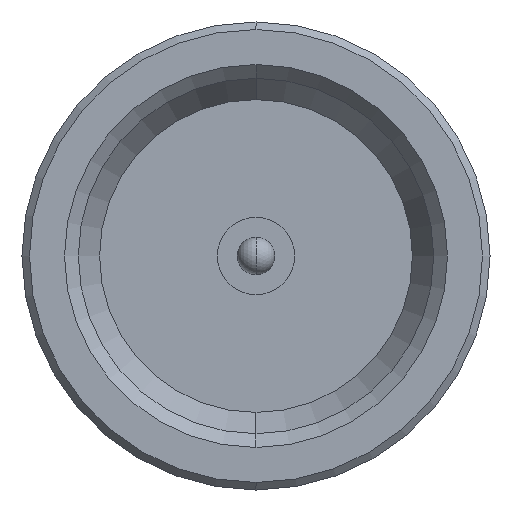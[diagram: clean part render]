
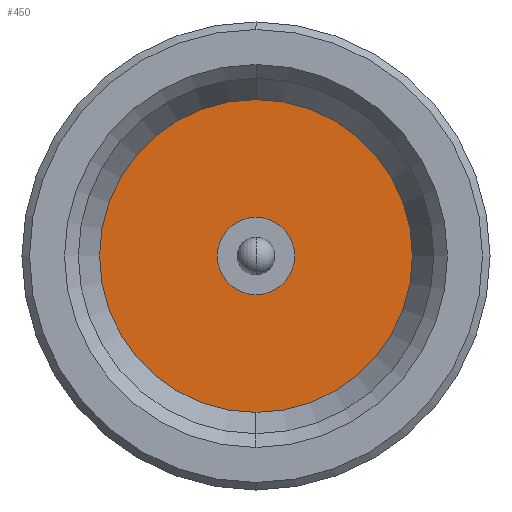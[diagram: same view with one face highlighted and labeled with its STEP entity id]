
A CAD part, left-side view. The second image highlights one B-rep face of the part: STEP entity #450.
In plain terms, the highlighted planar face has unit normal (-1, 0, 0).
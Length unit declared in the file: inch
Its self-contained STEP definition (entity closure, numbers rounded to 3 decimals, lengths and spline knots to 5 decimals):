
#1 = PLANE ( 'NONE',  #459 ) ;
#34 = VERTEX_POINT ( 'NONE', #1694 ) ;
#79 = AXIS2_PLACEMENT_3D ( 'NONE', #202, #600, #1576 ) ;
#140 = ORIENTED_EDGE ( 'NONE', *, *, #1242, .F. ) ;
#202 = CARTESIAN_POINT ( 'NONE',  ( 0.11, 0., 0. ) ) ;
#250 = EDGE_CURVE ( 'NONE', #376, #433, #1364, .T. ) ;
#254 = ORIENTED_EDGE ( 'NONE', *, *, #743, .F. ) ;
#318 = CIRCLE ( 'NONE', #356, 0.01546 ) ;
#319 = FACE_BOUND ( 'NONE', #821, .T. ) ;
#329 = DIRECTION ( 'NONE',  ( 0., 0., 1. ) ) ;
#347 = DIRECTION ( 'NONE',  ( -1., 0., 0. ) ) ;
#356 = AXIS2_PLACEMENT_3D ( 'NONE', #636, #912, #1445 ) ;
#376 = VERTEX_POINT ( 'NONE', #1486 ) ;
#408 = CARTESIAN_POINT ( 'NONE',  ( 0.11, 0., 0.01546 ) ) ;
#419 = DIRECTION ( 'NONE',  ( 1., 0., 0. ) ) ;
#433 = VERTEX_POINT ( 'NONE', #1650 ) ;
#447 = FACE_OUTER_BOUND ( 'NONE', #1311, .T. ) ;
#450 = ADVANCED_FACE ( 'NONE', ( #319, #447 ), #1, .F. ) ;
#459 = AXIS2_PLACEMENT_3D ( 'NONE', #1640, #419, #1095 ) ;
#600 = DIRECTION ( 'NONE',  ( -1., 0., 0. ) ) ;
#636 = CARTESIAN_POINT ( 'NONE',  ( 0.11, 0., 0. ) ) ;
#743 = EDGE_CURVE ( 'NONE', #1566, #34, #1515, .T. ) ;
#821 = EDGE_LOOP ( 'NONE', ( #254, #140 ) ) ;
#912 = DIRECTION ( 'NONE',  ( -1., 0., 0. ) ) ;
#1009 = DIRECTION ( 'NONE',  ( -1., 0., 0. ) ) ;
#1095 = DIRECTION ( 'NONE',  ( 0., 0., -1. ) ) ;
#1111 = EDGE_CURVE ( 'NONE', #433, #376, #1446, .T. ) ;
#1137 = CARTESIAN_POINT ( 'NONE',  ( 0.11, 0., 0. ) ) ;
#1154 = CARTESIAN_POINT ( 'NONE',  ( 0.11, 0., 0. ) ) ;
#1176 = ORIENTED_EDGE ( 'NONE', *, *, #250, .T. ) ;
#1242 = EDGE_CURVE ( 'NONE', #34, #1566, #318, .T. ) ;
#1311 = EDGE_LOOP ( 'NONE', ( #1604, #1176 ) ) ;
#1364 = CIRCLE ( 'NONE', #1547, 0.0625 ) ;
#1431 = DIRECTION ( 'NONE',  ( 0., 0., 1. ) ) ;
#1445 = DIRECTION ( 'NONE',  ( 0., 0., 1. ) ) ;
#1446 = CIRCLE ( 'NONE', #79, 0.0625 ) ;
#1486 = CARTESIAN_POINT ( 'NONE',  ( 0.11, 0., -0.0625 ) ) ;
#1515 = CIRCLE ( 'NONE', #1715, 0.01546 ) ;
#1547 = AXIS2_PLACEMENT_3D ( 'NONE', #1154, #347, #1431 ) ;
#1566 = VERTEX_POINT ( 'NONE', #408 ) ;
#1576 = DIRECTION ( 'NONE',  ( 0., 0., 1. ) ) ;
#1604 = ORIENTED_EDGE ( 'NONE', *, *, #1111, .T. ) ;
#1640 = CARTESIAN_POINT ( 'NONE',  ( 0.11, 0.01546, 0. ) ) ;
#1650 = CARTESIAN_POINT ( 'NONE',  ( 0.11, 0., 0.0625 ) ) ;
#1694 = CARTESIAN_POINT ( 'NONE',  ( 0.11, 0., -0.01546 ) ) ;
#1715 = AXIS2_PLACEMENT_3D ( 'NONE', #1137, #1009, #329 ) ;
